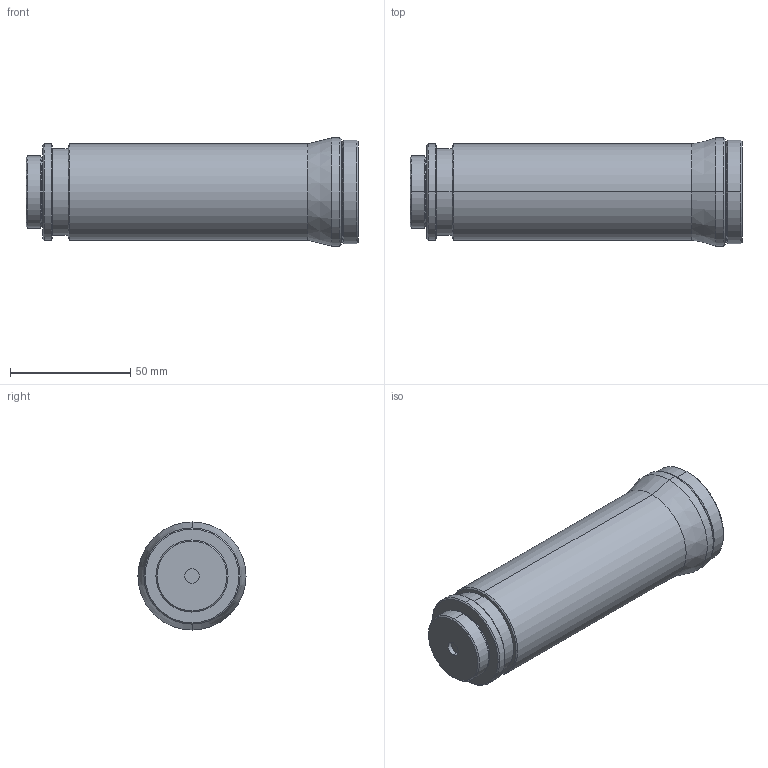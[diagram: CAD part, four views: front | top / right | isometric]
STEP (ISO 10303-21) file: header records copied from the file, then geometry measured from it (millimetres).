
FILE_DESCRIPTION (( 'STEP AP203' ), '1' );
FILE_NAME ('450028.STEP', '2025-10-27T07:54:56', ( '' ), ( '' ), 'SwSTEP 2.0', 'SolidWorks 2020', '' );
FILE_SCHEMA (( 'CONFIG_CONTROL_DESIGN' ));
Length unit declared in the file: millimetre
Products named in the file (1): 450028
Bounding box: 138.28 x 45 x 45 mm (x, y, z)
Volume: 171047.9 mm3; surface area: 20808.1 mm2
Topology: 1 solids, 1 shells, 46 faces, 90 edges, 52 vertices
Faces by surface type: cylinder 20, cone 18, plane 8
Entity records: 1251 total; most frequent: DIRECTION 236, CARTESIAN_POINT 189, ORIENTED_EDGE 180, AXIS2_PLACEMENT_3D 99, EDGE_CURVE 90, EDGE_LOOP 52, VERTEX_POINT 52, CIRCLE 52
